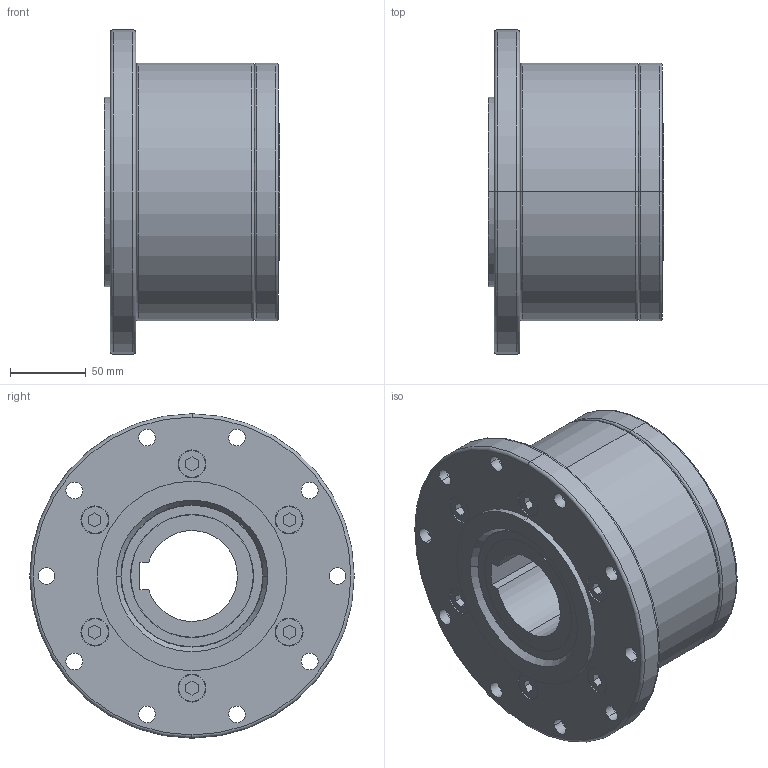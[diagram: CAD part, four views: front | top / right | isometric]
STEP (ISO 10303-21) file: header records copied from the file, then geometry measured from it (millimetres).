
FILE_DESCRIPTION(('STEP AP214'),'1');
FILE_NAME('gl_60_f4-d2.stp','2019-09-14T11:32:48',('TraceParts'),('TraceParts S.A.'),'Spatial InterOp 3D',' ',' ');
FILE_SCHEMA(('AUTOMOTIVE_DESIGN { 1 0 10303 214 1 1 1 1 }'));
Length unit declared in the file: millimetre
Products named in the file (1): gl_60_f4-d2
Bounding box: 116 x 214 x 214 mm (x, y, z)
Volume: 2409830.9 mm3; surface area: 175296.2 mm2
Topology: 1 solids, 1 shells, 297 faces, 724 edges, 486 vertices
Faces by surface type: plane 138, cylinder 121, torus 36, cone 2
Entity records: 9019 total; most frequent: DIRECTION 1678, CARTESIAN_POINT 1575, ORIENTED_EDGE 1448, EDGE_CURVE 724, AXIS2_PLACEMENT_3D 659, VERTEX_POINT 486, EDGE_LOOP 376, CIRCLE 361
